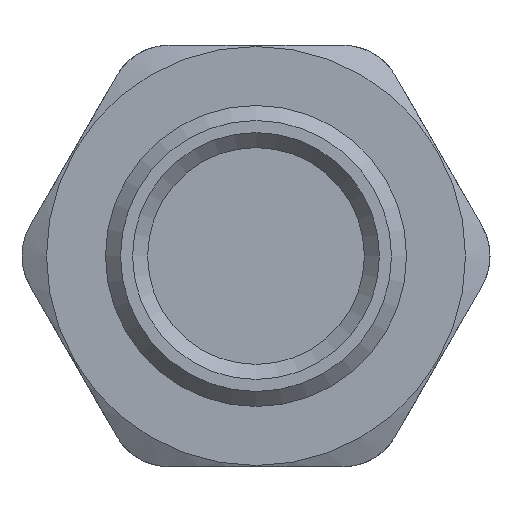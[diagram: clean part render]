
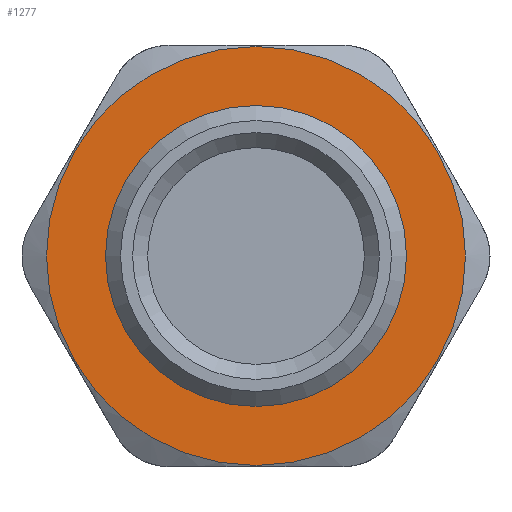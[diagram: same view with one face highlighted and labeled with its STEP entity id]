
A CAD part, front view. The second image highlights one B-rep face of the part: STEP entity #1277.
In plain terms, the highlighted planar face has unit normal (0, -1, 0).
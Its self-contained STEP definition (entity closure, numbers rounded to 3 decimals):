
#112=FACE_BOUND('',#473,.T.);
#397=FACE_OUTER_BOUND('',#472,.T.);
#472=EDGE_LOOP('',(#1000));
#473=EDGE_LOOP('',(#1001));
#545=CIRCLE('',#1393,6.96);
#546=CIRCLE('',#1394,5.);
#626=VERTEX_POINT('',#2112);
#627=VERTEX_POINT('',#2114);
#764=EDGE_CURVE('',#626,#626,#545,.T.);
#765=EDGE_CURVE('',#627,#627,#546,.T.);
#1000=ORIENTED_EDGE('',*,*,#764,.T.);
#1001=ORIENTED_EDGE('',*,*,#765,.F.);
#1233=PLANE('',#1392);
#1277=ADVANCED_FACE('',(#397,#112),#1233,.T.);
#1392=AXIS2_PLACEMENT_3D('',#2111,#1604,#1605);
#1393=AXIS2_PLACEMENT_3D('',#2113,#1606,#1607);
#1394=AXIS2_PLACEMENT_3D('',#2115,#1608,#1609);
#1604=DIRECTION('center_axis',(0.,-1.,0.));
#1605=DIRECTION('ref_axis',(0.,0.,
1.));
#1606=DIRECTION('center_axis',(0.,-1.,0.));
#1607=DIRECTION('ref_axis',(1.,0.,0.));
#1608=DIRECTION('center_axis',(0.,-1.,0.));
#1609=DIRECTION('ref_axis',(0.,0.,1.));
#2111=CARTESIAN_POINT('Origin',(-4.186,-5.969,0.));
#2112=CARTESIAN_POINT('',(-11.146,-5.969,0.));
#2113=CARTESIAN_POINT('Origin',(-4.186,-5.969,0.));
#2114=CARTESIAN_POINT('',(-4.186,-5.969,-5.));
#2115=CARTESIAN_POINT('Origin',(-4.186,-5.969,0.));
